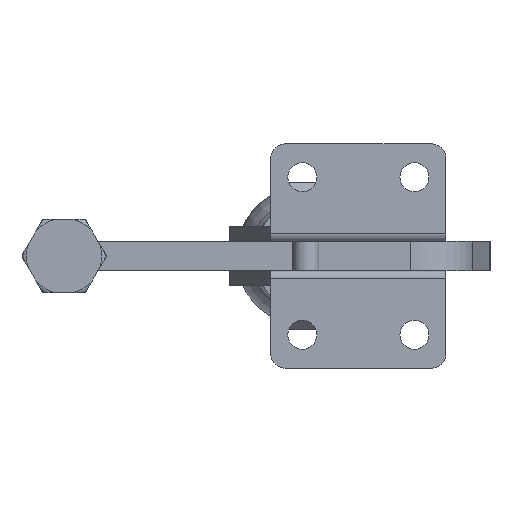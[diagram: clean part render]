
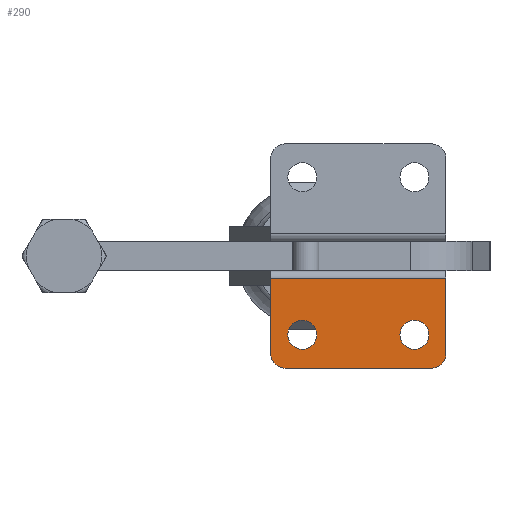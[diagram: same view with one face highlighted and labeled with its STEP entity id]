
A CAD part, front view. The second image highlights one B-rep face of the part: STEP entity #290.
In plain terms, the highlighted planar face has unit normal (0, -1, 0).
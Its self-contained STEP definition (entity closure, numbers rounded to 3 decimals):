
#290 = ADVANCED_FACE( '', ( #779, #780, #781 ), #782, .T. );
#779 = FACE_BOUND( '', #1311, .T. );
#780 = FACE_BOUND( '', #1312, .T. );
#781 = FACE_OUTER_BOUND( '', #1313, .T. );
#782 = PLANE( '', #1314 );
#1311 = EDGE_LOOP( '', ( #3239, #3240 ) );
#1312 = EDGE_LOOP( '', ( #3241, #3242 ) );
#1313 = EDGE_LOOP( '', ( #3243, #3244, #3245, #3246, #3247, #3248 ) );
#1314 = AXIS2_PLACEMENT_3D( '', #3249, #3250, #3251 );
#3239 = ORIENTED_EDGE( '', *, *, #3546, .T. );
#3240 = ORIENTED_EDGE( '', *, *, #4075, .T. );
#3241 = ORIENTED_EDGE( '', *, *, #3538, .T. );
#3242 = ORIENTED_EDGE( '', *, *, #4079, .T. );
#3243 = ORIENTED_EDGE( '', *, *, #4084, .T. );
#3244 = ORIENTED_EDGE( '', *, *, #4136, .T. );
#3245 = ORIENTED_EDGE( '', *, *, #4093, .T. );
#3246 = ORIENTED_EDGE( '', *, *, #4137, .T. );
#3247 = ORIENTED_EDGE( '', *, *, #4138, .F. );
#3248 = ORIENTED_EDGE( '', *, *, #4109, .T. );
#3249 = CARTESIAN_POINT( '', ( 47.2, 0., -32. ) );
#3250 = DIRECTION( '', ( 0., -1., 0. ) );
#3251 = DIRECTION( '', ( 0., 0., -1. ) );
#3538 = EDGE_CURVE( '', #4290, #4294, #4296, .T. );
#3546 = EDGE_CURVE( '', #4306, #4310, #4312, .T. );
#4075 = EDGE_CURVE( '', #4310, #4306, #5203, .T. );
#4079 = EDGE_CURVE( '', #4294, #4290, #5207, .T. );
#4084 = EDGE_CURVE( '', #5214, #5211, #5215, .T. );
#4093 = EDGE_CURVE( '', #5232, #5230, #5233, .T. );
#4109 = EDGE_CURVE( '', #5260, #5214, #5261, .T. );
#4136 = EDGE_CURVE( '', #5211, #5232, #5294, .T. );
#4137 = EDGE_CURVE( '', #5230, #5295, #5296, .T. );
#4138 = EDGE_CURVE( '', #5260, #5295, #5297, .T. );
#4290 = VERTEX_POINT( '', #5431 );
#4294 = VERTEX_POINT( '', #5436 );
#4296 = CIRCLE( '', #5439, 4.15 );
#4306 = VERTEX_POINT( '', #5451 );
#4310 = VERTEX_POINT( '', #5456 );
#4312 = CIRCLE( '', #5459, 4.15 );
#5203 = CIRCLE( '', #8534, 4.15 );
#5207 = CIRCLE( '', #8538, 4.15 );
#5211 = VERTEX_POINT( '', #8542 );
#5214 = VERTEX_POINT( '', #8546 );
#5215 = CIRCLE( '', #8547, 4.2 );
#5230 = VERTEX_POINT( '', #8565 );
#5232 = VERTEX_POINT( '', #8568 );
#5233 = CIRCLE( '', #8569, 4.2 );
#5260 = VERTEX_POINT( '', #8606 );
#5261 = LINE( '', #8607, #8608 );
#5294 = LINE( '', #8661, #8662 );
#5295 = VERTEX_POINT( '', #8663 );
#5296 = LINE( '', #8664, #8665 );
#5297 = LINE( '', #8666, #8667 );
#5431 = CARTESIAN_POINT( '', ( 72.15, 0., -22.5 ) );
#5436 = CARTESIAN_POINT( '', ( 63.85, 0., -22.5 ) );
#5439 = AXIS2_PLACEMENT_3D( '', #8847, #8848, #8849 );
#5451 = CARTESIAN_POINT( '', ( 104.15, 0., -22.5 ) );
#5456 = CARTESIAN_POINT( '', ( 95.85, 0., -22.5 ) );
#5459 = AXIS2_PLACEMENT_3D( '', #8863, #8864, #8865 );
#8534 = AXIS2_PLACEMENT_3D( '', #9754, #9755, #9756 );
#8538 = AXIS2_PLACEMENT_3D( '', #9766, #9767, #9768 );
#8542 = CARTESIAN_POINT( '', ( 62.771, 0., -32. ) );
#8546 = CARTESIAN_POINT( '', ( 58.98, 0., -27.82 ) );
#8547 = AXIS2_PLACEMENT_3D( '', #9779, #9780, #9781 );
#8565 = CARTESIAN_POINT( '', ( 109., 0., -27.82 ) );
#8568 = CARTESIAN_POINT( '', ( 105.209, 0., -32. ) );
#8569 = AXIS2_PLACEMENT_3D( '', #9798, #9799, #9800 );
#8606 = CARTESIAN_POINT( '', ( 58.98, 0., -6.3 ) );
#8607 = CARTESIAN_POINT( '', ( 58.98, 0., 564. ) );
#8608 = VECTOR( '', #9826, 1. );
#8661 = CARTESIAN_POINT( '', ( 47.2, 0., -32. ) );
#8662 = VECTOR( '', #9865, 1. );
#8663 = CARTESIAN_POINT( '', ( 109., 0., -6.3 ) );
#8664 = CARTESIAN_POINT( '', ( 109., 0., -6.3 ) );
#8665 = VECTOR( '', #9866, 1. );
#8666 = CARTESIAN_POINT( '', ( 47.2, 0., -6.3 ) );
#8667 = VECTOR( '', #9867, 1. );
#8847 = CARTESIAN_POINT( '', ( 68., 0., -22.5 ) );
#8848 = DIRECTION( '', ( 0., 1., 0. ) );
#8849 = DIRECTION( '', ( 1., 0., 0. ) );
#8863 = CARTESIAN_POINT( '', ( 100., 0., -22.5 ) );
#8864 = DIRECTION( '', ( 0., 1., 0. ) );
#8865 = DIRECTION( '', ( 1., 0., 0. ) );
#9754 = CARTESIAN_POINT( '', ( 100., 0., -22.5 ) );
#9755 = DIRECTION( '', ( 0., 1., 0. ) );
#9756 = DIRECTION( '', ( 1., 0., 0. ) );
#9766 = CARTESIAN_POINT( '', ( 68., 0., -22.5 ) );
#9767 = DIRECTION( '', ( 0., 1., 0. ) );
#9768 = DIRECTION( '', ( 1., 0., 0. ) );
#9779 = CARTESIAN_POINT( '', ( 63.18, 0., -27.82 ) );
#9780 = DIRECTION( '', ( 0., -1., 0. ) );
#9781 = DIRECTION( '', ( 0., 0., -1. ) );
#9798 = CARTESIAN_POINT( '', ( 104.8, 0., -27.82 ) );
#9799 = DIRECTION( '', ( 0., -1., 0. ) );
#9800 = DIRECTION( '', ( 1., 0., 0. ) );
#9826 = DIRECTION( '', ( 0., 0., -1. ) );
#9865 = DIRECTION( '', ( 1., 0., 0. ) );
#9866 = DIRECTION( '', ( 0., 0., 1. ) );
#9867 = DIRECTION( '', ( 1., 0., 0. ) );
